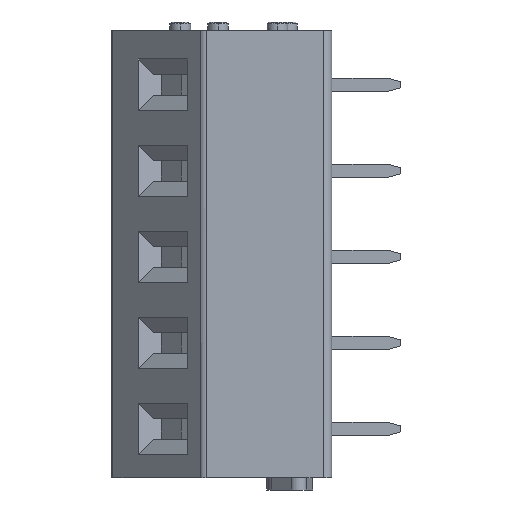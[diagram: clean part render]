
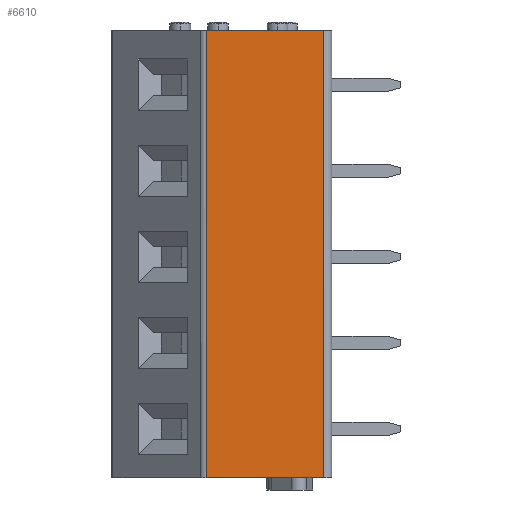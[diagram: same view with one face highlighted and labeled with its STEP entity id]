
A CAD part, left-side view. The second image highlights one B-rep face of the part: STEP entity #6610.
In plain terms, the highlighted free-form (B-spline) face has degree [1, 1] with [2, 2] control points.
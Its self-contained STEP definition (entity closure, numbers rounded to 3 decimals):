
#2676=CARTESIAN_POINT('',(0.,0.5,0.));
#2677=VERTEX_POINT('',#2676);
#2684=CARTESIAN_POINT('',(0.,7.293,0.));
#2685=VERTEX_POINT('',#2684);
#2686=CARTESIAN_POINT('',(0.,7.293,0.));
#2687=CARTESIAN_POINT('',(0.,0.5,0.));
#2688=B_SPLINE_CURVE_WITH_KNOTS('',1,(#2686,#2687),.POLYLINE_FORM.,.F.,.U.,(2,2),(0.,1.),.UNSPECIFIED.);
#2689=EDGE_CURVE('',#2685,#2677,#2688,.T.);
#6573=CARTESIAN_POINT('',(0.,0.5,26.));
#6574=VERTEX_POINT('',#6573);
#6581=CARTESIAN_POINT('',(0.,0.5,26.));
#6582=CARTESIAN_POINT('',(0.,0.5,0.));
#6583=B_SPLINE_CURVE_WITH_KNOTS('',1,(#6581,#6582),.POLYLINE_FORM.,.F.,.U.,(2,2),(0.,1.),.UNSPECIFIED.);
#6584=EDGE_CURVE('',#6574,#2677,#6583,.T.);
#6589=CARTESIAN_POINT('',(0.,7.293,0.));
#6590=CARTESIAN_POINT('',(0.,7.293,26.));
#6591=CARTESIAN_POINT('',(0.,0.5,0.));
#6592=CARTESIAN_POINT('',(0.,0.5,26.));
#6593=B_SPLINE_SURFACE_WITH_KNOTS('',1,1,((#6589,#6590),(#6591,#6592)),.PLANE_SURF.,.F.,.F.,.U.,(2,2),(2,2),(0.,1.),(0.,1.),.UNSPECIFIED.);
#6594=ORIENTED_EDGE('',*,*,#2689,.T.);
#6595=ORIENTED_EDGE('',*,*,#6584,.F.);
#6596=CARTESIAN_POINT('',(0.,7.293,26.));
#6597=VERTEX_POINT('',#6596);
#6598=CARTESIAN_POINT('',(0.,0.5,26.));
#6599=CARTESIAN_POINT('',(0.,7.293,26.));
#6600=B_SPLINE_CURVE_WITH_KNOTS('',1,(#6598,#6599),.POLYLINE_FORM.,.F.,.U.,(2,2),(0.,1.),.UNSPECIFIED.);
#6601=EDGE_CURVE('',#6574,#6597,#6600,.T.);
#6602=ORIENTED_EDGE('',*,*,#6601,.T.);
#6603=CARTESIAN_POINT('',(0.,7.293,26.));
#6604=CARTESIAN_POINT('',(0.,7.293,0.));
#6605=B_SPLINE_CURVE_WITH_KNOTS('',1,(#6603,#6604),.POLYLINE_FORM.,.F.,.U.,(2,2),(0.,1.),.UNSPECIFIED.);
#6606=EDGE_CURVE('',#6597,#2685,#6605,.T.);
#6607=ORIENTED_EDGE('',*,*,#6606,.T.);
#6608=EDGE_LOOP('',(#6594,#6595,#6602,#6607));
#6609=FACE_OUTER_BOUND('',#6608,.T.);
#6610=ADVANCED_FACE('',(#6609),#6593,.T.);
